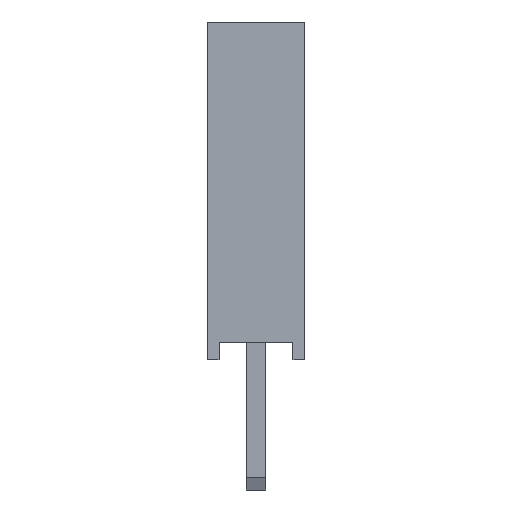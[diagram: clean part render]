
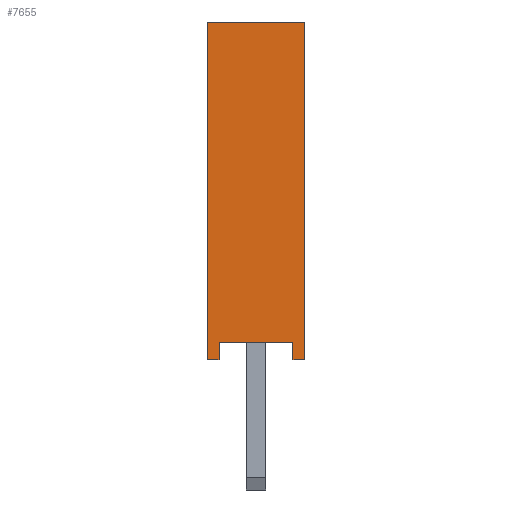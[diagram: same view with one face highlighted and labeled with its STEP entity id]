
A CAD part, left-side view. The second image highlights one B-rep face of the part: STEP entity #7655.
In plain terms, the highlighted planar face has unit normal (-1, 0, 0).
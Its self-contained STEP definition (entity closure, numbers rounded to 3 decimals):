
#212=FACE_OUTER_BOUND('',#639,.T.);
#639=EDGE_LOOP('',(#5049,#5050,#5051,#5052,#5053,#5054,#5055,#5056));
#1135=LINE('',#10736,#2134);
#1139=LINE('',#10745,#2138);
#1143=LINE('',#10752,#2142);
#1145=LINE('',#10758,#2144);
#1152=LINE('',#10772,#2151);
#1154=LINE('',#10776,#2153);
#1156=LINE('',#10780,#2155);
#1158=LINE('',#10783,#2157);
#2134=VECTOR('',#8726,10.);
#2138=VECTOR('',#8732,10.);
#2142=VECTOR('',#8738,10.);
#2144=VECTOR('',#8746,10.);
#2151=VECTOR('',#8757,10.);
#2153=VECTOR('',#8761,10.);
#2155=VECTOR('',#8765,10.);
#2157=VECTOR('',#8769,10.);
#3108=VERTEX_POINT('',#10734);
#3109=VERTEX_POINT('',#10735);
#3112=VERTEX_POINT('',#10743);
#3113=VERTEX_POINT('',#10744);
#3116=VERTEX_POINT('',#10757);
#3121=VERTEX_POINT('',#10771);
#3122=VERTEX_POINT('',#10775);
#3123=VERTEX_POINT('',#10779);
#3843=EDGE_CURVE('',#3108,#3109,#1135,.T.);
#3847=EDGE_CURVE('',#3112,#3113,#1139,.T.);
#3851=EDGE_CURVE('',#3109,#3112,#1143,.T.);
#3853=EDGE_CURVE('',#3113,#3116,#1145,.T.);
#3860=EDGE_CURVE('',#3121,#3108,#1152,.T.);
#3862=EDGE_CURVE('',#3122,#3121,#1154,.T.);
#3864=EDGE_CURVE('',#3123,#3122,#1156,.T.);
#3866=EDGE_CURVE('',#3116,#3123,#1158,.T.);
#5049=ORIENTED_EDGE('',*,*,#3860,.F.);
#5050=ORIENTED_EDGE('',*,*,#3862,.F.);
#5051=ORIENTED_EDGE('',*,*,#3864,.F.);
#5052=ORIENTED_EDGE('',*,*,#3866,.F.);
#5053=ORIENTED_EDGE('',*,*,#3853,.F.);
#5054=ORIENTED_EDGE('',*,*,#3847,.F.);
#5055=ORIENTED_EDGE('',*,*,#3851,.F.);
#5056=ORIENTED_EDGE('',*,*,#3843,.F.);
#7003=PLANE('',#8108);
#7655=ADVANCED_FACE('',(#212),#7003,.F.);
#8108=AXIS2_PLACEMENT_3D('',#10784,#8770,#8771);
#8726=DIRECTION('',(0.,0.,1.));
#8732=DIRECTION('',(0.,0.,-1.));
#8738=DIRECTION('',(0.,-1.,0.));
#8746=DIRECTION('',(0.,1.,0.));
#8757=DIRECTION('',(0.,1.,0.));
#8761=DIRECTION('',(0.,0.,-1.));
#8765=DIRECTION('',(0.,1.,0.));
#8769=DIRECTION('',(0.,0.,1.));
#8770=DIRECTION('center_axis',(1.,0.,0.));
#8771=DIRECTION('ref_axis',(0.,0.,-1.));
#10734=CARTESIAN_POINT('',(-1.317,1.238,0.));
#10735=CARTESIAN_POINT('',(-1.317,1.238,8.575));
#10736=CARTESIAN_POINT('',(-1.317,1.238,2.144));
#10743=CARTESIAN_POINT('',(-1.317,-1.238,8.575));
#10744=CARTESIAN_POINT('',(-1.317,-1.238,0.));
#10745=CARTESIAN_POINT('',(-1.317,-1.238,2.144));
#10752=CARTESIAN_POINT('',(-1.317,-1.238,8.575));
#10757=CARTESIAN_POINT('',(-1.317,-0.938,0.));
#10758=CARTESIAN_POINT('',(-1.317,-1.238,0.));
#10771=CARTESIAN_POINT('',(-1.317,0.938,0.));
#10772=CARTESIAN_POINT('',(-1.317,-1.238,0.));
#10775=CARTESIAN_POINT('',(-1.317,0.938,0.448));
#10776=CARTESIAN_POINT('',(-1.317,0.938,0.));
#10779=CARTESIAN_POINT('',(-1.317,-0.938,0.448));
#10780=CARTESIAN_POINT('',(-1.317,-0.15,0.448));
#10783=CARTESIAN_POINT('',(-1.317,-0.938,0.224));
#10784=CARTESIAN_POINT('Origin',(-1.317,-1.238,0.));
